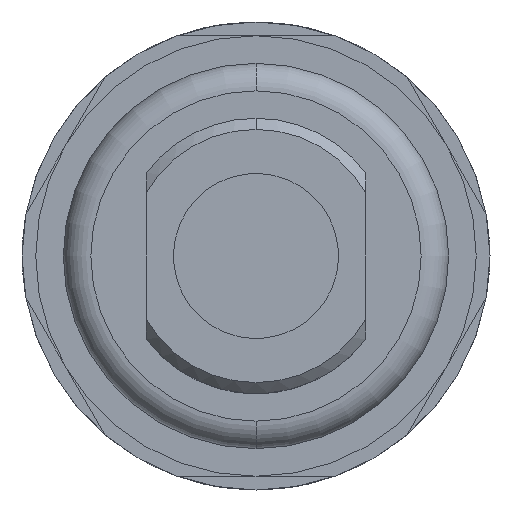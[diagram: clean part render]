
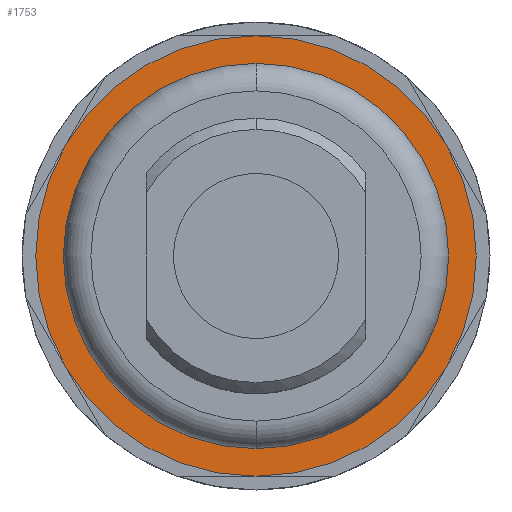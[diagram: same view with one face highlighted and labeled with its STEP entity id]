
A CAD part, front view. The second image highlights one B-rep face of the part: STEP entity #1753.
In plain terms, the highlighted planar face has unit normal (0, -1, 0).
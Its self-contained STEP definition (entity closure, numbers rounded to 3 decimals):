
#50 = CIRCLE ( 'NONE', #4679, 3.5 ) ;
#60 = FACE_BOUND ( 'NONE', #251, .T. ) ;
#154 = EDGE_CURVE ( 'Defeature ausgef�hrt2_1+Defeature ausgef�hrt2_8+Defeature ausgef�hrt2_8+Defeature ausgef�hrt2_8', #8112, #6675, #867, .T. ) ;
#251 = EDGE_LOOP ( 'NONE', ( #7695, #4326 ) ) ;
#423 = EDGE_CURVE ( 'Defeature ausgef�hrt2_2+Defeature ausgef�hrt2_1+Defeature ausgef�hrt2_1+Defeature ausgef�hrt2_1', #2800, #7953, #3850, .T. ) ;
#522 = EDGE_LOOP ( 'NONE', ( #7500, #2385 ) ) ;
#867 = CIRCLE ( 'NONE', #4374, 3.5 ) ;
#871 = DIRECTION ( 'NONE',  ( 0., 1., 0. ) ) ;
#1495 = DIRECTION ( 'NONE',  ( 0., 1., 0. ) ) ;
#1753 = ADVANCED_FACE ( 'Defeature ausgef�hrt2_1', ( #4056, #60 ), #8482, .F. ) ;
#1755 = DIRECTION ( 'NONE',  ( 0., 1., 0. ) ) ;
#1913 = AXIS2_PLACEMENT_3D ( 'NONE', #3943, #1495, #7993 ) ;
#2385 = ORIENTED_EDGE ( 'NONE', *, *, #423, .F. ) ;
#2800 = VERTEX_POINT ( 'NONE', #6680 ) ;
#2810 = CARTESIAN_POINT ( 'NONE',  ( 0., -8.5, 0. ) ) ;
#2990 = AXIS2_PLACEMENT_3D ( 'NONE', #2810, #5425, #6158 ) ;
#3850 = CIRCLE ( 'NONE', #2990, 4. ) ;
#3943 = CARTESIAN_POINT ( 'NONE',  ( 4., -8.5, 0. ) ) ;
#4056 = FACE_OUTER_BOUND ( 'NONE', #522, .T. ) ;
#4158 = CARTESIAN_POINT ( 'NONE',  ( 0., -8.5, 3.5 ) ) ;
#4326 = ORIENTED_EDGE ( 'NONE', *, *, #4488, .T. ) ;
#4374 = AXIS2_PLACEMENT_3D ( 'NONE', #7033, #1755, #6415 ) ;
#4488 = EDGE_CURVE ( 'Defeature ausgef�hrt2_1+Defeature ausgef�hrt2_8+Defeature ausgef�hrt2_8+Defeature ausgef�hrt2_8', #6675, #8112, #50, .T. ) ;
#4651 = DIRECTION ( 'NONE',  ( 0., 0., 1. ) ) ;
#4679 = AXIS2_PLACEMENT_3D ( 'NONE', #6575, #5287, #4651 ) ;
#5287 = DIRECTION ( 'NONE',  ( 0., 1., 0. ) ) ;
#5418 = CIRCLE ( 'NONE', #6524, 4. ) ;
#5425 = DIRECTION ( 'NONE',  ( 0., 1., 0. ) ) ;
#5816 = CARTESIAN_POINT ( 'NONE',  ( 0., -8.5, 4. ) ) ;
#5927 = CARTESIAN_POINT ( 'NONE',  ( 0., -8.5, -3.5 ) ) ;
#6071 = DIRECTION ( 'NONE',  ( 0., 0., 1. ) ) ;
#6130 = CARTESIAN_POINT ( 'NONE',  ( 0., -8.5, 0. ) ) ;
#6158 = DIRECTION ( 'NONE',  ( 0., 0., 1. ) ) ;
#6415 = DIRECTION ( 'NONE',  ( 0., 0., 1. ) ) ;
#6524 = AXIS2_PLACEMENT_3D ( 'NONE', #6130, #871, #6071 ) ;
#6575 = CARTESIAN_POINT ( 'NONE',  ( 0., -8.5, 0. ) ) ;
#6675 = VERTEX_POINT ( 'NONE', #5927 ) ;
#6680 = CARTESIAN_POINT ( 'NONE',  ( 0., -8.5, -4. ) ) ;
#7033 = CARTESIAN_POINT ( 'NONE',  ( 0., -8.5, 0. ) ) ;
#7224 = EDGE_CURVE ( 'Defeature ausgef�hrt2_2+Defeature ausgef�hrt2_1+Defeature ausgef�hrt2_1+Defeature ausgef�hrt2_1', #7953, #2800, #5418, .T. ) ;
#7500 = ORIENTED_EDGE ( 'NONE', *, *, #7224, .F. ) ;
#7695 = ORIENTED_EDGE ( 'NONE', *, *, #154, .T. ) ;
#7953 = VERTEX_POINT ( 'NONE', #5816 ) ;
#7993 = DIRECTION ( 'NONE',  ( 0., 0., 1. ) ) ;
#8112 = VERTEX_POINT ( 'NONE', #4158 ) ;
#8482 = PLANE ( 'NONE',  #1913 ) ;
